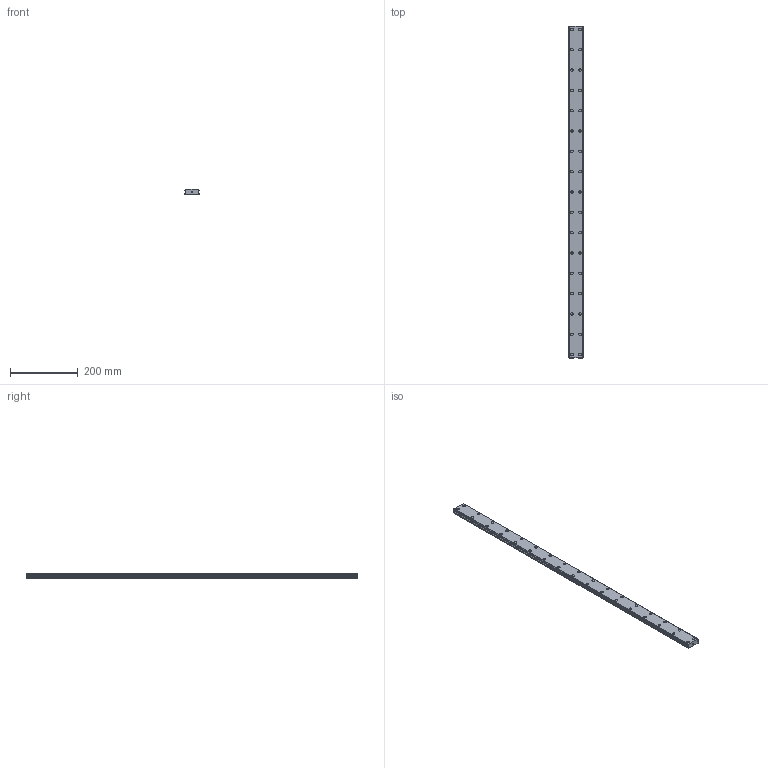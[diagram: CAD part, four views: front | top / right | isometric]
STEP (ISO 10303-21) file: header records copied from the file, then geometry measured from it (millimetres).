
FILE_DESCRIPTION(('STEP AP214'),'1');
FILE_NAME('cctmp_136BE05D-C7C6-45DB-8970-6F1DE00A9D85_2021_03_04_12_30_31_0485..stp','2021-03-04T11:30:31',('HIWIN GmbH'),('CADClick - www.CADClick.com'),'Spatial InterOp 3D',' ','unknown authorization');
FILE_SCHEMA(('AUTOMOTIVE_DESIGN'));
Length unit declared in the file: millimetre
Products named in the file (1): WER27R980H_FILE
Bounding box: 42 x 980 x 15 mm (x, y, z)
Volume: 569927.5 mm3; surface area: 124480.7 mm2
Topology: 1 solids, 1 shells, 409 faces, 903 edges, 602 vertices
Faces by surface type: cylinder 222, plane 187
Entity records: 14757 total; most frequent: DIRECTION 2167, CARTESIAN_POINT 1915, ORIENTED_EDGE 1806, EDGE_CURVE 903, AXIS2_PLACEMENT_3D 854, VERTEX_POINT 602, EDGE_LOOP 515, LINE 459
